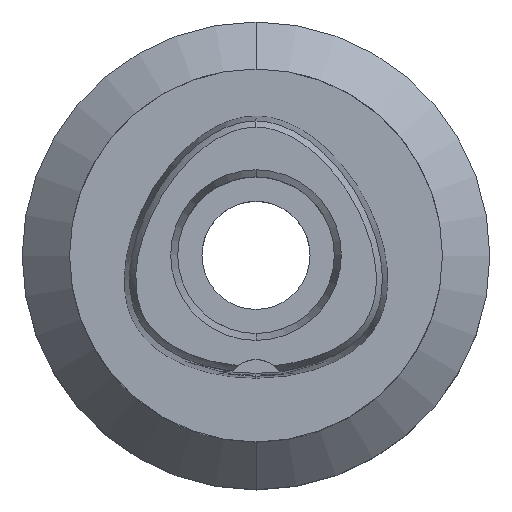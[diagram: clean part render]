
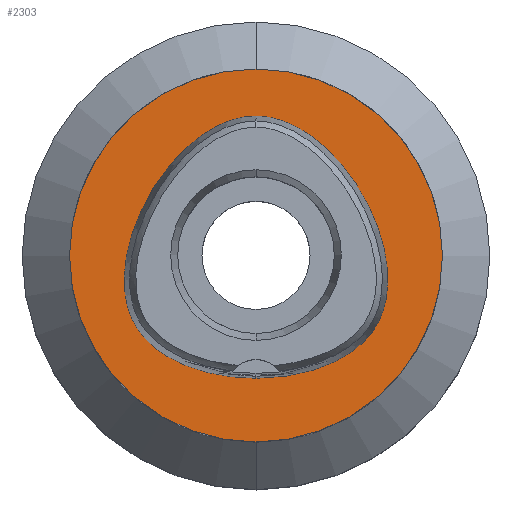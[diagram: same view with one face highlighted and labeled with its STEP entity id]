
A CAD part, top view. The second image highlights one B-rep face of the part: STEP entity #2303.
In plain terms, the highlighted planar face has unit normal (0, 0, 1).
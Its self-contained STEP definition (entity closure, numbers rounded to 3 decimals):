
#272=CARTESIAN_POINT('',(0.,0.,0.));
#273=DIRECTION('',(0.,0.,-1.));
#274=DIRECTION('',(0.,-1.,0.));
#275=AXIS2_PLACEMENT_3D('',#272,#273,#274);
#280=CARTESIAN_POINT('',(0.,0.,0.));
#281=DIRECTION('',(0.,0.,-1.));
#282=DIRECTION('',(0.,1.,0.));
#283=AXIS2_PLACEMENT_3D('',#280,#281,#282);
#288=CARTESIAN_POINT('',(0.,-16.455,0.));
#289=CARTESIAN_POINT('',(0.752,-16.455,0.));
#290=CARTESIAN_POINT('',(2.229,-16.396,
0.));
#291=CARTESIAN_POINT('',(4.394,-16.138,
0.));
#292=CARTESIAN_POINT('',(6.413,-15.73,0.));
#293=CARTESIAN_POINT('',(8.25,-15.2,0.));
#294=CARTESIAN_POINT('',(9.881,-14.576,0.));
#295=CARTESIAN_POINT('',(11.306,-13.884,0.));
#296=CARTESIAN_POINT('',(12.535,-13.144,0.));
#297=CARTESIAN_POINT('',(13.585,-12.371,0.));
#298=CARTESIAN_POINT('',(14.477,-11.574,0.));
#299=CARTESIAN_POINT('',(15.227,-10.756,0.));
#300=CARTESIAN_POINT('',(15.85,-9.926,0.));
#301=CARTESIAN_POINT('',(16.368,-9.063,0.));
#302=CARTESIAN_POINT('',(16.802,-8.135,0.));
#303=CARTESIAN_POINT('',(17.161,-7.112,0.));
#304=CARTESIAN_POINT('',(17.436,-5.98,0.));
#305=CARTESIAN_POINT('',(17.615,-4.727,0.));
#306=CARTESIAN_POINT('',(17.682,-3.34,0.));
#307=CARTESIAN_POINT('',(17.618,-1.808,0.));
#308=CARTESIAN_POINT('',(17.399,-0.129,0.));
#309=CARTESIAN_POINT('',(17.002,1.686,0.));
#310=CARTESIAN_POINT('',(16.411,3.613,0.));
#311=CARTESIAN_POINT('',(15.619,5.605,0.));
#312=CARTESIAN_POINT('',(14.636,7.599,0.));
#313=CARTESIAN_POINT('',(13.489,9.526,0.));
#314=CARTESIAN_POINT('',(12.216,11.323,0.));
#315=CARTESIAN_POINT('',(10.866,12.937,0.));
#316=CARTESIAN_POINT('',(9.488,14.336,0.));
#317=CARTESIAN_POINT('',(8.122,15.509,0.));
#318=CARTESIAN_POINT('',(6.794,16.465,0.));
#319=CARTESIAN_POINT('',(5.519,17.22,0.));
#320=CARTESIAN_POINT('',(4.305,17.797,0.));
#321=CARTESIAN_POINT('',(3.15,18.217,0.));
#322=CARTESIAN_POINT('',(2.051,18.5,0.));
#323=CARTESIAN_POINT('',(1.003,18.661,
0.));
#324=CARTESIAN_POINT('',(0.329,18.695,
0.));
#325=CARTESIAN_POINT('',(0.,18.695,
0.));
#330=CARTESIAN_POINT('',(0.,18.695,
0.));
#331=CARTESIAN_POINT('',(-0.33,18.695,
0.));
#332=CARTESIAN_POINT('',(-1.003,18.661,
0.));
#333=CARTESIAN_POINT('',(-2.051,18.5,
0.));
#334=CARTESIAN_POINT('',(-3.15,18.217,0.));
#335=CARTESIAN_POINT('',(-4.305,17.797,0.));
#336=CARTESIAN_POINT('',(-5.52,17.22,0.));
#337=CARTESIAN_POINT('',(-6.794,16.465,0.));
#338=CARTESIAN_POINT('',(-8.123,15.509,0.));
#339=CARTESIAN_POINT('',(-9.489,14.335,0.));
#340=CARTESIAN_POINT('',(-10.867,12.936,0.));
#341=CARTESIAN_POINT('',(-12.217,11.322,0.));
#342=CARTESIAN_POINT('',(-13.49,9.524,0.));
#343=CARTESIAN_POINT('',(-14.637,7.598,0.));
#344=CARTESIAN_POINT('',(-15.62,5.604,0.));
#345=CARTESIAN_POINT('',(-16.412,3.612,0.));
#346=CARTESIAN_POINT('',(-17.002,1.686,0.));
#347=CARTESIAN_POINT('',(-17.398,-0.129,0.));
#348=CARTESIAN_POINT('',(-17.618,-1.807,0.));
#349=CARTESIAN_POINT('',(-17.682,-3.339,0.));
#350=CARTESIAN_POINT('',(-17.615,-4.726,0.));
#351=CARTESIAN_POINT('',(-17.436,-5.98,0.));
#352=CARTESIAN_POINT('',(-17.161,-7.111,0.));
#353=CARTESIAN_POINT('',(-16.802,-8.135,0.));
#354=CARTESIAN_POINT('',(-16.368,-9.063,0.));
#355=CARTESIAN_POINT('',(-15.851,-9.924,0.));
#356=CARTESIAN_POINT('',(-15.229,-10.754,0.));
#357=CARTESIAN_POINT('',(-14.478,-11.572,0.));
#358=CARTESIAN_POINT('',(-13.588,-12.369,0.));
#359=CARTESIAN_POINT('',(-12.538,-13.142,0.));
#360=CARTESIAN_POINT('',(-11.309,-13.882,0.));
#361=CARTESIAN_POINT('',(-9.884,-14.575,0.));
#362=CARTESIAN_POINT('',(-8.252,-15.199,0.));
#363=CARTESIAN_POINT('',(-6.415,-15.73,0.));
#364=CARTESIAN_POINT('',(-4.395,-16.138,
0.));
#365=CARTESIAN_POINT('',(-2.229,-16.396,
0.));
#366=CARTESIAN_POINT('',(-0.752,-16.455,0.));
#367=CARTESIAN_POINT('',(0.,-16.455,0.));
#1516=VERTEX_POINT('',#330);
#1517=VERTEX_POINT('',#367);
#1522=CARTESIAN_POINT('',(0.,-25.,0.));
#1523=CARTESIAN_POINT('',(0.,25.,0.));
#1524=VERTEX_POINT('',#1522);
#1525=VERTEX_POINT('',#1523);
#2287=CARTESIAN_POINT('',(0.,0.,0.));
#2288=DIRECTION('',(0.,0.,-1.));
#2289=DIRECTION('',(0.,-1.,0.));
#2290=AXIS2_PLACEMENT_3D('',#2287,#2288,#2289);
#2291=PLANE('',#2290);
#2293=ORIENTED_EDGE('',*,*,#2292,.T.);
#2295=ORIENTED_EDGE('',*,*,#2294,.T.);
#2296=EDGE_LOOP('',(#2293,#2295));
#2297=FACE_OUTER_BOUND('',#2296,.F.);
#2299=ORIENTED_EDGE('',*,*,#2298,.T.);
#2300=ORIENTED_EDGE('',*,*,#2270,.T.);
#2301=EDGE_LOOP('',(#2299,#2300));
#2302=FACE_BOUND('',#2301,.F.);
#276=CIRCLE('',#275,25.);
#284=CIRCLE('',#283,25.);
#326=B_SPLINE_CURVE_WITH_KNOTS('',3,(#288,#289,#290,#291,#292,#293,#294,#295,
#296,#297,#298,#299,#300,#301,#302,#303,#304,#305,#306,#307,#308,#309,#310,#311,
#312,#313,#314,#315,#316,#317,#318,#319,#320,#321,#322,#323,#324,#325),
.UNSPECIFIED.,.F.,.F.,(4,1,1,1,1,1,1,1,1,1,1,1,1,1,1,1,1,1,1,1,1,1,1,1,1,1,1,1,
1,1,1,1,1,1,1,4),(0.,0.029,0.057,0.086,
0.114,0.143,0.171,0.2,0.229,
0.257,0.286,0.314,0.343,
0.371,0.4,0.429,0.457,0.486,
0.514,0.543,0.571,0.6,0.629,
0.657,0.686,0.714,0.743,
0.771,0.8,0.829,0.857,0.886,
0.914,0.943,0.971,1.),.UNSPECIFIED.);
#368=B_SPLINE_CURVE_WITH_KNOTS('',3,(#330,#331,#332,#333,#334,#335,#336,#337,
#338,#339,#340,#341,#342,#343,#344,#345,#346,#347,#348,#349,#350,#351,#352,#353,
#354,#355,#356,#357,#358,#359,#360,#361,#362,#363,#364,#365,#366,#367),
.UNSPECIFIED.,.F.,.F.,(4,1,1,1,1,1,1,1,1,1,1,1,1,1,1,1,1,1,1,1,1,1,1,1,1,1,1,1,
1,1,1,1,1,1,1,4),(0.,0.029,0.057,0.086,
0.114,0.143,0.171,0.2,0.229,
0.257,0.286,0.314,0.343,
0.371,0.4,0.429,0.457,0.486,
0.514,0.543,0.571,0.6,0.629,
0.657,0.686,0.714,0.743,
0.771,0.8,0.829,0.857,0.886,
0.914,0.943,0.971,1.),.UNSPECIFIED.);
#2270=EDGE_CURVE('',#1516,#1517,#368,.T.);
#2292=EDGE_CURVE('',#1524,#1525,#276,.T.);
#2294=EDGE_CURVE('',#1525,#1524,#284,.T.);
#2298=EDGE_CURVE('',#1517,#1516,#326,.T.);
#2303=ADVANCED_FACE('',(#2297,#2302),#2291,.F.);
